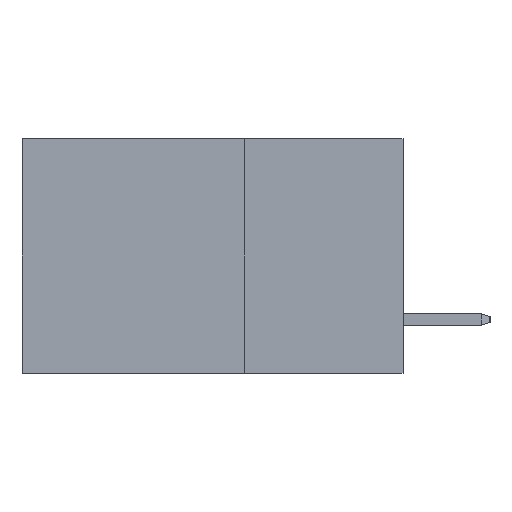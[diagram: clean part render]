
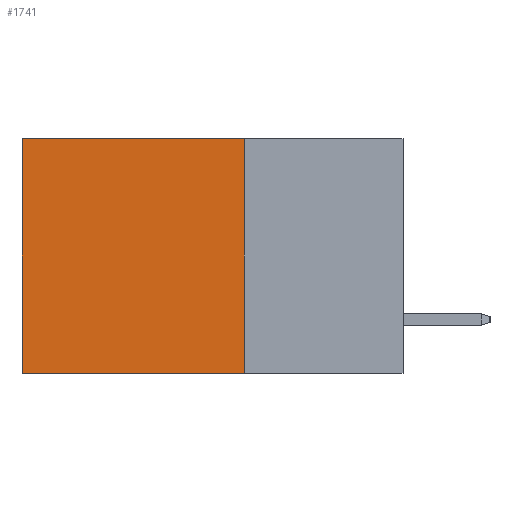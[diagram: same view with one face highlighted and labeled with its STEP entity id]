
A CAD part, left-side view. The second image highlights one B-rep face of the part: STEP entity #1741.
In plain terms, the highlighted planar face has unit normal (-1, 0, 0).
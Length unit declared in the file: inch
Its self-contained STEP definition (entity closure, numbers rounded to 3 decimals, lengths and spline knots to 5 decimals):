
#157 = VECTOR ( 'NONE', #2611, 39.37008 ) ;
#201 = ORIENTED_EDGE ( 'NONE', *, *, #9774, .T. ) ;
#950 = EDGE_CURVE ( 'NONE', #5815, #3089, #1362, .T. ) ;
#978 = VERTEX_POINT ( 'NONE', #3374 ) ;
#1362 = LINE ( 'NONE', #12452, #8499 ) ;
#1741 = ADVANCED_FACE ( 'NONE', ( #5492 ), #8593, .F. ) ;
#2278 = DIRECTION ( 'NONE',  ( 0., 0., -1. ) ) ;
#2557 = CARTESIAN_POINT ( 'NONE',  ( 0.2875, 0.25, -0.37 ) ) ;
#2611 = DIRECTION ( 'NONE',  ( 0., 1., 0. ) ) ;
#3089 = VERTEX_POINT ( 'NONE', #7847 ) ;
#3126 = DIRECTION ( 'NONE',  ( 1., 0., 0. ) ) ;
#3374 = CARTESIAN_POINT ( 'NONE',  ( 0.2875, 0.6, -0.37 ) ) ;
#4090 = CARTESIAN_POINT ( 'NONE',  ( 0.2875, 0.6, 0. ) ) ;
#5275 = CARTESIAN_POINT ( 'NONE',  ( 0.2875, 0.25, 0. ) ) ;
#5492 = FACE_OUTER_BOUND ( 'NONE', #12383, .T. ) ;
#5815 = VERTEX_POINT ( 'NONE', #9740 ) ;
#6298 = EDGE_CURVE ( 'NONE', #3089, #978, #8008, .T. ) ;
#6333 = VECTOR ( 'NONE', #8368, 39.37008 ) ;
#7499 = DIRECTION ( 'NONE',  ( 0., 0., -1. ) ) ;
#7823 = CARTESIAN_POINT ( 'NONE',  ( 0.2875, 0.6, 0. ) ) ;
#7847 = CARTESIAN_POINT ( 'NONE',  ( 0.2875, 0.25, -0.37 ) ) ;
#7865 = ORIENTED_EDGE ( 'NONE', *, *, #6298, .F. ) ;
#8008 = LINE ( 'NONE', #2557, #157 ) ;
#8060 = AXIS2_PLACEMENT_3D ( 'NONE', #14335, #3126, #7499 ) ;
#8331 = ORIENTED_EDGE ( 'NONE', *, *, #950, .F. ) ;
#8368 = DIRECTION ( 'NONE',  ( 0., 1., 0. ) ) ;
#8400 = VERTEX_POINT ( 'NONE', #4090 ) ;
#8499 = VECTOR ( 'NONE', #13567, 39.37008 ) ;
#8593 = PLANE ( 'NONE',  #8060 ) ;
#9740 = CARTESIAN_POINT ( 'NONE',  ( 0.2875, 0.25, 0. ) ) ;
#9774 = EDGE_CURVE ( 'NONE', #5815, #8400, #11849, .T. ) ;
#11849 = LINE ( 'NONE', #5275, #6333 ) ;
#12039 = EDGE_CURVE ( 'NONE', #8400, #978, #13281, .T. ) ;
#12383 = EDGE_LOOP ( 'NONE', ( #13252, #7865, #8331, #201 ) ) ;
#12452 = CARTESIAN_POINT ( 'NONE',  ( 0.2875, 0.25, 0. ) ) ;
#12907 = VECTOR ( 'NONE', #2278, 39.37008 ) ;
#13252 = ORIENTED_EDGE ( 'NONE', *, *, #12039, .T. ) ;
#13281 = LINE ( 'NONE', #7823, #12907 ) ;
#13567 = DIRECTION ( 'NONE',  ( 0., 0., -1. ) ) ;
#14335 = CARTESIAN_POINT ( 'NONE',  ( 0.2875, 0.25, 0. ) ) ;
